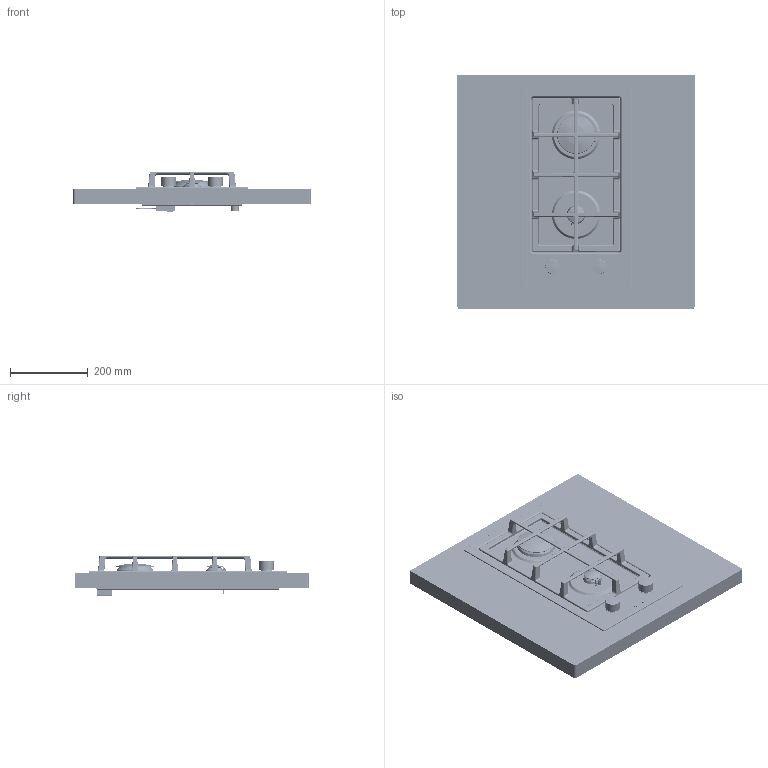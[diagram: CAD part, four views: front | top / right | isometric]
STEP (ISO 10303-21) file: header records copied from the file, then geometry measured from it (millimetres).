
FILE_DESCRIPTION( ( 'Unknown' ), '1' );
FILE_NAME( 'KST302V0800_FRG302S1.stp', 'Unknown', ( 'Le' ), ( 'Kosmo srl' ), 'PSStep 17.0.49', 'Solid Edge', ' ' );
FILE_SCHEMA( ( 'AUTOMOTIVE_DESIGN { 1 0 10303 214 1 1 1 1 }' ) );
Length unit declared in the file: millimetre
Products named in the file (72): acc; 0814; 0812; TERMOCOPPIA; 0577.1; 0577; 0813.1; ACC; 0810; 0813.1.1; 0577.1.1; RUB30027_28_29_30_31_35_36_37_38_39; RUB30027_28_29_30_31_35_36_37_38_39_CAL22100-282_CAT. ITW+TERMAL_h18; Assy MS930_190212-190224; D3414 Ausiliario AE_SEMPLIFICATO; 383009730000; D3416 Rapido AE_SEMPLIFICATO; 383009930000; Assem1; CAS30207-01; PRO30108-03; RAM30031; BOC30033-01; GRI30059-01; GUA30001 MONTAGGIO; GOM30021_COPRECI 876650632_USCITA CONICA; MOR30004_30009 SCHUKO; PIA33016_PRK; TOP30006; MAN30100_Per Rendering
Assembly tree (76 placements, depth 4):
  Assem1
    CAS30207-01
    PRO30108-03
    RAM30031
    RAM30031
    RAM30031
    RAM30031
    BOC30033-01  x2
    GRI30059-01
    GRI30059-01
    GRI30059-01
    GRI30059-01
    GRI30059-01
    GUA30001 MONTAGGIO
    GOM30021_COPRECI 876650632_USCITA CONICA
    MOR30004_30009 SCHUKO
    MOR30004_30009 SCHUKO
    PIA33016_PRK
    TOP30006
    MAN30100_Per Rendering  x2
    MAN30100_Per Rendering  x2
    RUB30027_28_29_30_31_35_36_37_38_39  x2
      RUB30027_28_29_30_31_35_36_37_38_39_CAL22100-282_CAT. ITW+TERMAL_h18
      RUB30027_28_29_30_31_35_36_37_38_39_CAL22100-282_CAT. ITW+TERMAL_h18
      RUB30027_28_29_30_31_35_36_37_38_39_CAL22100-282_CAT. ITW+TERMAL_h18
      RUB30027_28_29_30_31_35_36_37_38_39_CAL22100-282_CAT. ITW+TERMAL_h18
      RUB30027_28_29_30_31_35_36_37_38_39_CAL22100-282_CAT. ITW+TERMAL_h18
      RUB30027_28_29_30_31_35_36_37_38_39_CAL22100-282_CAT. ITW+TERMAL_h18
      RUB30027_28_29_30_31_35_36_37_38_39_CAL22100-282_CAT. ITW+TERMAL_h18
      RUB30027_28_29_30_31_35_36_37_38_39_CAL22100-282_CAT. ITW+TERMAL_h18
      RUB30027_28_29_30_31_35_36_37_38_39_CAL22100-282_CAT. ITW+TERMAL_h18
      RUB30027_28_29_30_31_35_36_37_38_39_CAL22100-282_CAT. ITW+TERMAL_h18
      RUB30027_28_29_30_31_35_36_37_38_39_CAL22100-282_CAT. ITW+TERMAL_h18
      RUB30027_28_29_30_31_35_36_37_38_39_CAL22100-282_CAT. ITW+TERMAL_h18
      RUB30027_28_29_30_31_35_36_37_38_39_CAL22100-282_CAT. ITW+TERMAL_h18
      RUB30027_28_29_30_31_35_36_37_38_39_CAL22100-282_CAT. ITW+TERMAL_h18
      RUB30027_28_29_30_31_35_36_37_38_39_CAL22100-282_CAT. ITW+TERMAL_h18
      RUB30027_28_29_30_31_35_36_37_38_39_CAL22100-282_CAT. ITW+TERMAL_h18
      RUB30027_28_29_30_31_35_36_37_38_39_CAL22100-282_CAT. ITW+TERMAL_h18
      RUB30027_28_29_30_31_35_36_37_38_39_CAL22100-282_CAT. ITW+TERMAL_h18
      RUB30027_28_29_30_31_35_36_37_38_39_CAL22100-282_CAT. ITW+TERMAL_h18
      RUB30027_28_29_30_31_35_36_37_38_39_CAL22100-282_CAT. ITW+TERMAL_h18
      Assy MS930_190212-190224
      Assy MS930_190212-190224
      Assy MS930_190212-190224
      Assy MS930_190212-190224
      Assy MS930_190212-190224
      Assy MS930_190212-190224
      Assy MS930_190212-190224
      Assy MS930_190212-190224
      Assy MS930_190212-190224
      Assy MS930_190212-190224
      Assy MS930_190212-190224
    D3416 Rapido AE_SEMPLIFICATO
      383009930000
      acc
        0814
        0812
        TERMOCOPPIA
        0577.1
Bounding box: 610 x 600 x 104.76 mm (x, y, z)
Volume: 10185137.7 mm3; surface area: 1652997.3 mm2
Topology: 45 solids, 3351 shells, 6544 faces, 25727 edges, 22331 vertices
Faces by surface type: plane 2567, cylinder 1479, bspline 940, extrusion 590, cone 495, torus 364, sphere 105, revolution 4
Full cylindrical faces by diameter (mm): 1.5 x1, 1.6 x2, 1.65 x2, 1.8 x2, 2.1 x2, 2.2 x4, 2.267 x1, 2.4 x8, 2.5 x6, 2.7 x6, 2.8 x5, 3 x9, 3.1 x5, 3.28 x2, 3.3 x1, 3.5 x6, 3.85 x6, 4 x33, 4.1 x2, 4.5 x6, 4.7 x2, 5 x2, 5.25 x2, 5.3 x4, 5.35 x2, 5.85 x4, 6 x10, 6.4 x2, 6.5 x4, 6.8 x2
Entity records: 318096 total; most frequent: CARTESIAN_POINT 151682, DIRECTION 23359, ORIENTED_EDGE 23202, EDGE_CURVE 15933, VERTEX_POINT 13291, AXIS2_PLACEMENT_3D 8037, VECTOR 7283, LINE 6988
